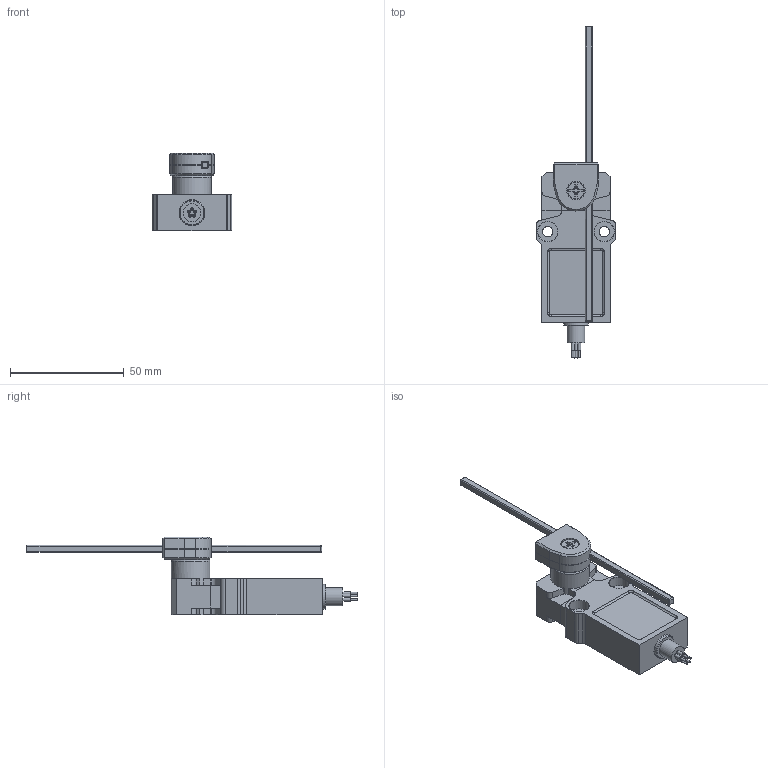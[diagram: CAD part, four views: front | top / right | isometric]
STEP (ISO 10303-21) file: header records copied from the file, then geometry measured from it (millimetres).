
FILE_DESCRIPTION (( 'STEP AP203' ), '1' );
FILE_NAME ('AEM2G74X11-3_Default.step', '2022-04-01T15:33:03', ( 'Windows User' ), ( '' ), 'SwSTEP 2.0', 'SolidWorks 2021', '' );
FILE_SCHEMA (( 'CONFIG_CONTROL_DESIGN' ));
Length unit declared in the file: inch
Products named in the file (1): AEM2G74X11-3_Default
Bounding box: 35.05 x 146.06 x 34.29 mm (x, y, z)
Volume: 35909.8 mm3; surface area: 11979.3 mm2
Topology: 1 solids, 1 shells, 260 faces, 640 edges, 400 vertices
Faces by surface type: plane 146, cylinder 81, cone 12, torus 11, sphere 10
Full cylindrical faces by diameter (mm): 0.787 x5, 1.27 x5, 4.496 x2, 6.096 x2, 7.348 x1, 7.874 x1, 8.128 x1, 8.733 x4, 10.922 x1, 17.018 x1
Entity records: 7507 total; most frequent: DIRECTION 1324, CARTESIAN_POINT 1317, ORIENTED_EDGE 1188, EDGE_CURVE 594, AXIS2_PLACEMENT_3D 481, VERTEX_POINT 396, VECTOR 362, LINE 362
